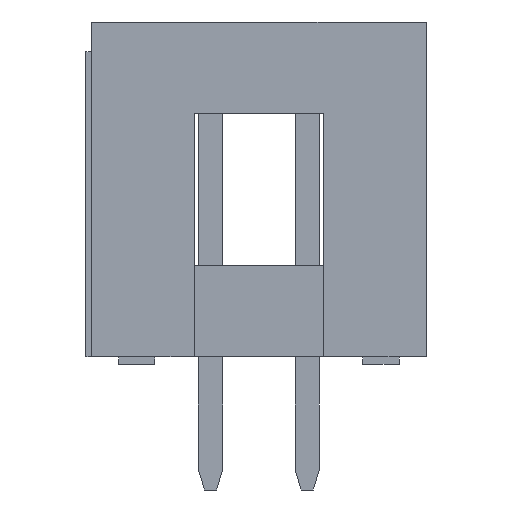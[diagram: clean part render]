
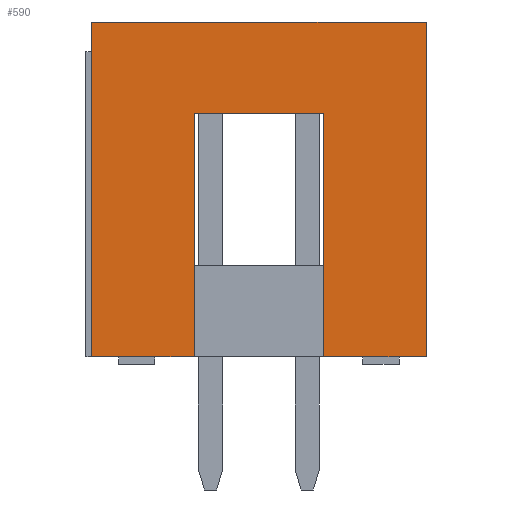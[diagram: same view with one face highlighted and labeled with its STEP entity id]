
A CAD part, left-side view. The second image highlights one B-rep face of the part: STEP entity #590.
In plain terms, the highlighted planar face has unit normal (-1, 0, 0).
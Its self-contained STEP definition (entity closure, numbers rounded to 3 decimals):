
#590=ADVANCED_FACE('',(#1199),#1200,.F.);
#1199=FACE_OUTER_BOUND('',#1800,.T.);
#1200=PLANE('',#1801);
#1800=EDGE_LOOP('',(#3543,#3544,#3545,#3546,#3547,#3548,#3549,#3550));
#1801=AXIS2_PLACEMENT_3D('',#3551,#3552,#3553);
#3543=ORIENTED_EDGE('',*,*,#4211,.T.);
#3544=ORIENTED_EDGE('',*,*,#3710,.F.);
#3545=ORIENTED_EDGE('',*,*,#4252,.F.);
#3546=ORIENTED_EDGE('',*,*,#4249,.F.);
#3547=ORIENTED_EDGE('',*,*,#4132,.T.);
#3548=ORIENTED_EDGE('',*,*,#3714,.F.);
#3549=ORIENTED_EDGE('',*,*,#4222,.T.);
#3550=ORIENTED_EDGE('',*,*,#4218,.T.);
#3551=CARTESIAN_POINT('',(-10.16,0.0,4.4));
#3552=DIRECTION('',(1.0,0.0,0.0));
#3553=DIRECTION('',(0.0,0.0,-1.0));
#3710=EDGE_CURVE('',#4490,#4492,#4493,.T.);
#3714=EDGE_CURVE('',#4498,#4500,#4501,.T.);
#4132=EDGE_CURVE('',#5116,#4500,#5117,.T.);
#4211=EDGE_CURVE('',#5219,#4492,#5220,.T.);
#4218=EDGE_CURVE('',#5228,#5219,#5229,.T.);
#4222=EDGE_CURVE('',#4498,#5228,#5234,.T.);
#4249=EDGE_CURVE('',#5116,#5270,#5271,.T.);
#4252=EDGE_CURVE('',#5270,#4490,#5274,.T.);
#4490=VERTEX_POINT('',#5626);
#4492=VERTEX_POINT('',#5629);
#4493=LINE('',#5630,#5631);
#4498=VERTEX_POINT('',#5638);
#4500=VERTEX_POINT('',#5641);
#4501=LINE('',#5642,#5643);
#5116=VERTEX_POINT('',#6557);
#5117=LINE('',#6558,#6559);
#5219=VERTEX_POINT('',#6710);
#5220=LINE('',#6711,#6712);
#5228=VERTEX_POINT('',#6724);
#5229=LINE('',#6725,#6726);
#5234=LINE('',#6733,#6734);
#5270=VERTEX_POINT('',#6788);
#5271=LINE('',#6789,#6790);
#5274=LINE('',#6794,#6795);
#5626=CARTESIAN_POINT('',(-10.16,-4.4,0.0));
#5629=CARTESIAN_POINT('',(-10.16,-1.7,0.0));
#5630=CARTESIAN_POINT('',(-10.16,0.0,0.0));
#5631=VECTOR('',#6915,1.0);
#5638=CARTESIAN_POINT('',(-10.16,1.7,0.0));
#5641=CARTESIAN_POINT('',(-10.16,4.4,0.0));
#5642=CARTESIAN_POINT('',(-10.16,0.0,0.0));
#5643=VECTOR('',#6919,1.0);
#6557=CARTESIAN_POINT('',(-10.16,4.4,8.8));
#6558=CARTESIAN_POINT('',(-10.16,4.4,4.4));
#6559=VECTOR('',#7219,1.0);
#6710=CARTESIAN_POINT('',(-10.16,-1.7,6.4));
#6711=CARTESIAN_POINT('',(-10.16,-1.7,3.775));
#6712=VECTOR('',#7269,1.0);
#6724=CARTESIAN_POINT('',(-10.16,1.7,6.4));
#6725=CARTESIAN_POINT('',(-10.16,0.0,6.4));
#6726=VECTOR('',#7274,1.0);
#6733=CARTESIAN_POINT('',(-10.16,1.7,3.775));
#6734=VECTOR('',#7277,1.0);
#6788=CARTESIAN_POINT('',(-10.16,-4.4,8.8));
#6789=CARTESIAN_POINT('',(-10.16,0.0,8.8));
#6790=VECTOR('',#7296,1.0);
#6794=CARTESIAN_POINT('',(-10.16,-4.4,4.4));
#6795=VECTOR('',#7298,1.0);
#6915=DIRECTION('',(0.0,1.0,0.0));
#6919=DIRECTION('',(0.0,1.0,0.0));
#7219=DIRECTION('',(0.0,0.0,-1.0));
#7269=DIRECTION('',(0.0,0.0,-1.0));
#7274=DIRECTION('',(0.0,-1.0,0.0));
#7277=DIRECTION('',(-0.0,0.0,1.0));
#7296=DIRECTION('',(0.0,-1.0,0.0));
#7298=DIRECTION('',(0.0,0.0,-1.0));
